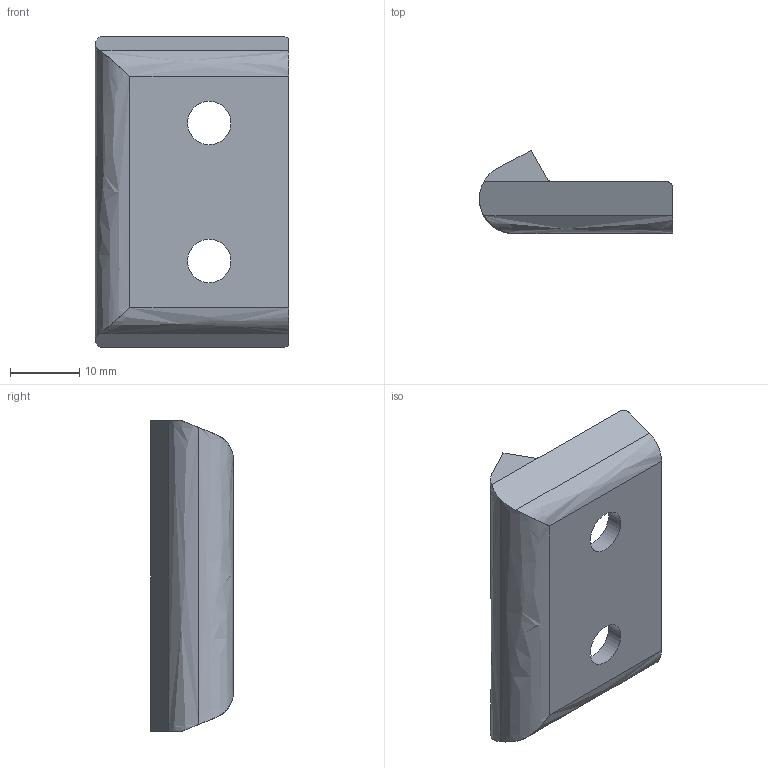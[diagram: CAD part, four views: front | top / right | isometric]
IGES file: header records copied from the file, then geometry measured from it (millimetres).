
Start section: Data from Parasolid IGES Translator 20.0.26, Copyright(c) 2006 Siemens P LM Software. All Rights Reserved.
Global section: file name: K0048.9163282Form A.igs; native system: By Siemens PLM Incorporated; preprocessor: XPlus GENERIC/IGES 20.0.26; author: Noname; organization: Noname; date: 20190529.162355; units: millimetre
Bounding box: 28 x 12 x 45 mm (x, y, z)
Surface area: 4094.6 mm2 (no closed solid volume)
Topology: 0 solids, 0 shells, 36 faces, 196 edges, 196 vertices
Faces by surface type: extrusion 21, revolution 15
